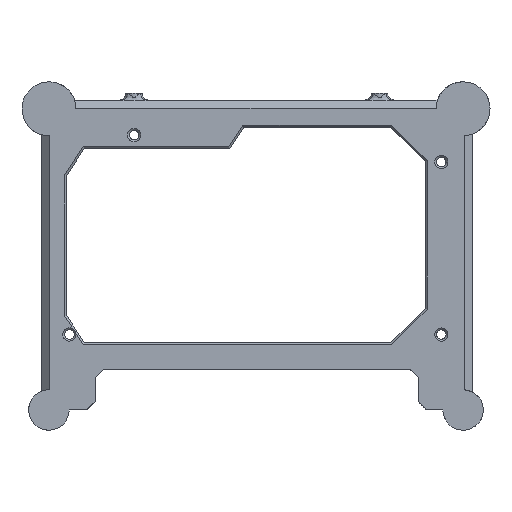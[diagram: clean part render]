
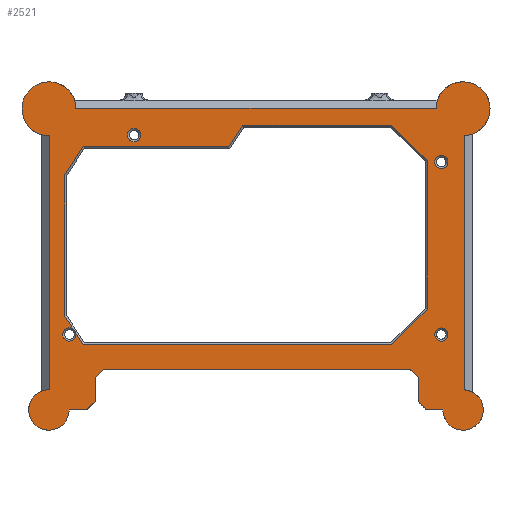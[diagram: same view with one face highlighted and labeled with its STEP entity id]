
A CAD part, top view. The second image highlights one B-rep face of the part: STEP entity #2521.
In plain terms, the highlighted planar face has unit normal (0, 0, 1).
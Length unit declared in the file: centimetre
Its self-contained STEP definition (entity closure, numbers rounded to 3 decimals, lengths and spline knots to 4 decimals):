
#139=VECTOR('',#2917,1.);
#146=VECTOR('',#2925,1.);
#147=VECTOR('',#2933,1.);
#148=VECTOR('',#2936,1.);
#149=VECTOR('',#2937,1.);
#150=VECTOR('',#2938,1.);
#151=VECTOR('',#2939,1.);
#152=VECTOR('',#2940,1.);
#153=VECTOR('',#2941,1.);
#154=VECTOR('',#2942,1.);
#155=VECTOR('',#2943,1.);
#156=VECTOR('',#2944,1.);
#157=VECTOR('',#2945,1.);
#158=VECTOR('',#2946,1.);
#159=VECTOR('',#2947,1.);
#160=VECTOR('',#2948,1.);
#161=VECTOR('',#2949,1.);
#162=VECTOR('',#2950,1.);
#163=VECTOR('',#2951,1.);
#164=VECTOR('',#2952,1.);
#165=VECTOR('',#2953,1.);
#166=VECTOR('',#2954,1.);
#167=VECTOR('',#2955,1.);
#405=LINE('',#3503,#139);
#412=LINE('',#3524,#146);
#413=LINE('',#3532,#147);
#414=LINE('',#3538,#148);
#415=LINE('',#3540,#149);
#416=LINE('',#3542,#150);
#417=LINE('',#3544,#151);
#418=LINE('',#3546,#152);
#419=LINE('',#3548,#153);
#420=LINE('',#3550,#154);
#421=LINE('',#3552,#155);
#422=LINE('',#3554,#156);
#423=LINE('',#3556,#157);
#424=LINE('',#3557,#158);
#425=LINE('',#3558,#159);
#426=LINE('',#3559,#160);
#427=LINE('',#3561,#161);
#428=LINE('',#3563,#162);
#429=LINE('',#3565,#163);
#430=LINE('',#3567,#164);
#431=LINE('',#3569,#165);
#432=LINE('',#3571,#166);
#433=LINE('',#3573,#167);
#665=PLANE('',#2678);
#760=CIRCLE('',#2658,1.);
#761=CIRCLE('',#2662,0.75);
#763=CIRCLE('',#2666,0.75);
#766=CIRCLE('',#2674,1.);
#767=CIRCLE('',#2679,0.245);
#768=CIRCLE('',#2680,0.245);
#769=CIRCLE('',#2681,0.245);
#770=CIRCLE('',#2682,0.245);
#818=VERTEX_POINT('',#3449);
#820=VERTEX_POINT('',#3453);
#823=VERTEX_POINT('',#3463);
#825=VERTEX_POINT('',#3466);
#828=VERTEX_POINT('',#3476);
#830=VERTEX_POINT('',#3479);
#834=VERTEX_POINT('',#3490);
#836=VERTEX_POINT('',#3494);
#839=VERTEX_POINT('',#3504);
#852=VERTEX_POINT('',#3527);
#853=VERTEX_POINT('',#3529);
#854=VERTEX_POINT('',#3531);
#855=VERTEX_POINT('',#3533);
#856=VERTEX_POINT('',#3534);
#857=VERTEX_POINT('',#3536);
#858=VERTEX_POINT('',#3537);
#859=VERTEX_POINT('',#3539);
#860=VERTEX_POINT('',#3541);
#861=VERTEX_POINT('',#3543);
#862=VERTEX_POINT('',#3545);
#863=VERTEX_POINT('',#3547);
#864=VERTEX_POINT('',#3549);
#865=VERTEX_POINT('',#3551);
#866=VERTEX_POINT('',#3553);
#867=VERTEX_POINT('',#3555);
#868=VERTEX_POINT('',#3560);
#869=VERTEX_POINT('',#3562);
#870=VERTEX_POINT('',#3564);
#871=VERTEX_POINT('',#3566);
#872=VERTEX_POINT('',#3568);
#873=VERTEX_POINT('',#3570);
#874=VERTEX_POINT('',#3572);
#1072=EDGE_CURVE('',#818,#820,#760,.T.);
#1077=EDGE_CURVE('',#825,#823,#761,.T.);
#1083=EDGE_CURVE('',#830,#828,#763,.T.);
#1091=EDGE_CURVE('',#834,#836,#766,.T.);
#1095=EDGE_CURVE('',#825,#839,#405,.T.);
#1110=EDGE_CURVE('',#834,#820,#412,.T.);
#1111=EDGE_CURVE('',#852,#852,#767,.T.);
#1112=EDGE_CURVE('',#853,#853,#768,.T.);
#1113=EDGE_CURVE('',#854,#854,#769,.T.);
#1114=EDGE_CURVE('',#855,#856,#413,.T.);
#1115=EDGE_CURVE('',#857,#855,#770,.T.);
#1116=EDGE_CURVE('',#858,#857,#770,.T.);
#1117=EDGE_CURVE('',#859,#858,#414,.T.);
#1118=EDGE_CURVE('',#860,#859,#415,.T.);
#1119=EDGE_CURVE('',#861,#860,#416,.T.);
#1120=EDGE_CURVE('',#862,#861,#417,.T.);
#1121=EDGE_CURVE('',#863,#862,#418,.T.);
#1122=EDGE_CURVE('',#864,#863,#419,.T.);
#1123=EDGE_CURVE('',#865,#864,#420,.T.);
#1124=EDGE_CURVE('',#866,#865,#421,.T.);
#1125=EDGE_CURVE('',#867,#866,#422,.T.);
#1126=EDGE_CURVE('',#856,#867,#423,.T.);
#1127=EDGE_CURVE('',#818,#823,#424,.T.);
#1128=EDGE_CURVE('',#830,#836,#425,.T.);
#1129=EDGE_CURVE('',#868,#828,#426,.T.);
#1130=EDGE_CURVE('',#869,#868,#427,.T.);
#1131=EDGE_CURVE('',#870,#869,#428,.T.);
#1132=EDGE_CURVE('',#871,#870,#429,.T.);
#1133=EDGE_CURVE('',#872,#871,#430,.T.);
#1134=EDGE_CURVE('',#873,#872,#431,.T.);
#1135=EDGE_CURVE('',#874,#873,#432,.T.);
#1136=EDGE_CURVE('',#839,#874,#433,.T.);
#1483=ORIENTED_EDGE('',*,*,#1111,.F.);
#1484=ORIENTED_EDGE('',*,*,#1112,.F.);
#1485=ORIENTED_EDGE('',*,*,#1113,.F.);
#1486=ORIENTED_EDGE('',*,*,#1114,.F.);
#1487=ORIENTED_EDGE('',*,*,#1115,.F.);
#1488=ORIENTED_EDGE('',*,*,#1116,.F.);
#1489=ORIENTED_EDGE('',*,*,#1117,.F.);
#1490=ORIENTED_EDGE('',*,*,#1118,.F.);
#1491=ORIENTED_EDGE('',*,*,#1119,.F.);
#1492=ORIENTED_EDGE('',*,*,#1120,.F.);
#1493=ORIENTED_EDGE('',*,*,#1121,.F.);
#1494=ORIENTED_EDGE('',*,*,#1122,.F.);
#1495=ORIENTED_EDGE('',*,*,#1123,.F.);
#1496=ORIENTED_EDGE('',*,*,#1124,.F.);
#1497=ORIENTED_EDGE('',*,*,#1125,.F.);
#1498=ORIENTED_EDGE('',*,*,#1126,.F.);
#1499=ORIENTED_EDGE('',*,*,#1127,.F.);
#1500=ORIENTED_EDGE('',*,*,#1072,.T.);
#1501=ORIENTED_EDGE('',*,*,#1110,.F.);
#1502=ORIENTED_EDGE('',*,*,#1091,.T.);
#1503=ORIENTED_EDGE('',*,*,#1128,.F.);
#1504=ORIENTED_EDGE('',*,*,#1083,.T.);
#1505=ORIENTED_EDGE('',*,*,#1129,.F.);
#1506=ORIENTED_EDGE('',*,*,#1130,.F.);
#1507=ORIENTED_EDGE('',*,*,#1131,.F.);
#1508=ORIENTED_EDGE('',*,*,#1132,.F.);
#1509=ORIENTED_EDGE('',*,*,#1133,.F.);
#1510=ORIENTED_EDGE('',*,*,#1134,.F.);
#1511=ORIENTED_EDGE('',*,*,#1135,.F.);
#1512=ORIENTED_EDGE('',*,*,#1136,.F.);
#1513=ORIENTED_EDGE('',*,*,#1095,.F.);
#1514=ORIENTED_EDGE('',*,*,#1077,.T.);
#2165=EDGE_LOOP('',(#1483));
#2166=EDGE_LOOP('',(#1484));
#2167=EDGE_LOOP('',(#1485));
#2168=EDGE_LOOP('',(#1486,#1487,#1488,#1489,#1490,#1491,#1492,#1493,#1494,
#1495,#1496,#1497,#1498));
#2169=EDGE_LOOP('',(#1499,#1500,#1501,#1502,#1503,#1504,#1505,#1506,#1507,
#1508,#1509,#1510,#1511,#1512,#1513,#1514));
#2343=FACE_BOUND('',#2165,.T.);
#2344=FACE_BOUND('',#2166,.T.);
#2345=FACE_BOUND('',#2167,.T.);
#2346=FACE_BOUND('',#2168,.T.);
#2347=FACE_BOUND('',#2169,.T.);
#2521=ADVANCED_FACE('',(#2343,#2344,#2345,#2346,#2347),#665,.T.);
#2658=AXIS2_PLACEMENT_3D('',#3454,#2872,#2873);
#2662=AXIS2_PLACEMENT_3D('',#3465,#2882,#2883);
#2666=AXIS2_PLACEMENT_3D('',#3478,#2893,#2894);
#2674=AXIS2_PLACEMENT_3D('',#3495,#2910,#2911);
#2678=AXIS2_PLACEMENT_3D('',#3525,#2926,$);
#2679=AXIS2_PLACEMENT_3D('',#3526,#2927,#2928);
#2680=AXIS2_PLACEMENT_3D('',#3528,#2929,#2930);
#2681=AXIS2_PLACEMENT_3D('',#3530,#2931,#2932);
#2682=AXIS2_PLACEMENT_3D('',#3535,#2934,#2935);
#2872=DIRECTION('',(0.,0.,1.));
#2873=DIRECTION('',(1.,0.,0.));
#2882=DIRECTION('',(0.,0.,1.));
#2883=DIRECTION('',(0.75,0.,0.));
#2893=DIRECTION('',(0.,0.,1.));
#2894=DIRECTION('',(0.75,0.,0.));
#2910=DIRECTION('',(0.,0.,1.));
#2911=DIRECTION('',(1.,0.,0.));
#2917=DIRECTION('',(-1.,0.,0.));
#2925=DIRECTION('',(1.,0.,0.));
#2926=DIRECTION('',(0.,0.,1.));
#2927=DIRECTION('',(0.,0.,1.));
#2928=DIRECTION('',(-0.245,0.,0.));
#2929=DIRECTION('',(0.,0.,1.));
#2930=DIRECTION('',(-0.245,0.,0.));
#2931=DIRECTION('',(0.,0.,1.));
#2932=DIRECTION('',(-0.245,0.,0.));
#2933=DIRECTION('',(0.545,-0.838,0.));
#2934=DIRECTION('',(0.,0.,1.));
#2935=DIRECTION('',(-0.245,0.,0.));
#2936=DIRECTION('',(0.545,-0.838,0.));
#2937=DIRECTION('',(0.,-1.,0.));
#2938=DIRECTION('',(-0.545,-0.838,0.));
#2939=DIRECTION('',(-1.,0.,0.));
#2940=DIRECTION('',(-0.545,-0.838,0.));
#2941=DIRECTION('',(-1.,0.,0.));
#2942=DIRECTION('',(-0.707,0.707,0.));
#2943=DIRECTION('',(0.,1.,0.));
#2944=DIRECTION('',(0.707,0.707,0.));
#2945=DIRECTION('',(1.,0.,0.));
#2946=DIRECTION('',(0.,-1.,0.));
#2947=DIRECTION('',(0.,1.,0.));
#2948=DIRECTION('',(-1.,0.,0.));
#2949=DIRECTION('',(-0.707,-0.707,0.));
#2950=DIRECTION('',(0.,-1.,0.));
#2951=DIRECTION('',(-0.707,-0.707,0.));
#2952=DIRECTION('',(-1.,0.,0.));
#2953=DIRECTION('',(-0.707,0.707,0.));
#2954=DIRECTION('',(0.,1.,0.));
#2955=DIRECTION('',(-0.707,0.707,0.));
#3449=CARTESIAN_POINT('',(7.7,10.1776,0.3175));
#3453=CARTESIAN_POINT('',(6.6561,11.2,0.3175));
#3454=CARTESIAN_POINT('',(7.6559,11.1766,0.3175));
#3463=CARTESIAN_POINT('',(7.7,0.7487,0.3175));
#3465=CARTESIAN_POINT('',(7.6559,0.,0.3175));
#3466=CARTESIAN_POINT('',(6.9059,0.,0.3175));
#3476=CARTESIAN_POINT('',(-6.9593,0.,0.3175));
#3478=CARTESIAN_POINT('',(-7.7093,0.,0.3175));
#3479=CARTESIAN_POINT('',(-7.7,0.7499,0.3175));
#3490=CARTESIAN_POINT('',(-6.7095,11.2,0.3175));
#3494=CARTESIAN_POINT('',(-7.7,10.1767,0.3175));
#3495=CARTESIAN_POINT('',(-7.7093,11.1766,0.3175));
#3503=CARTESIAN_POINT('',(6.,0.,0.3175));
#3504=CARTESIAN_POINT('',(6.3,0.,0.3175));
#3524=CARTESIAN_POINT('',(0.,11.2,0.3175));
#3525=CARTESIAN_POINT('',(0.,5.8017,0.3175));
#3526=CARTESIAN_POINT('',(6.85,9.2,0.3175));
#3527=CARTESIAN_POINT('',(7.095,9.2,0.3175));
#3528=CARTESIAN_POINT('',(-4.55,10.2,0.3175));
#3529=CARTESIAN_POINT('',(-4.305,10.2,0.3175));
#3530=CARTESIAN_POINT('',(6.85,2.8,0.3175));
#3531=CARTESIAN_POINT('',(7.095,2.8,0.3175));
#3532=CARTESIAN_POINT('',(-6.4251,2.4102,0.3175));
#3533=CARTESIAN_POINT('',(-6.7098,2.8481,0.3175));
#3534=CARTESIAN_POINT('',(-6.438,2.43,0.3175));
#3535=CARTESIAN_POINT('',(-6.95,2.8,0.3175));
#3536=CARTESIAN_POINT('',(-6.705,2.8,0.3175));
#3537=CARTESIAN_POINT('',(-6.8085,3.,0.3175));
#3538=CARTESIAN_POINT('',(-6.4251,2.4102,0.3175));
#3539=CARTESIAN_POINT('',(-7.12,3.4792,0.3175));
#3540=CARTESIAN_POINT('',(-7.12,5.9509,0.3175));
#3541=CARTESIAN_POINT('',(-7.12,8.7208,0.3175));
#3542=CARTESIAN_POINT('',(-6.5614,9.5801,0.3175));
#3543=CARTESIAN_POINT('',(-6.438,9.77,0.3175));
#3544=CARTESIAN_POINT('',(-1.85,9.77,0.3175));
#3545=CARTESIAN_POINT('',(-1.038,9.77,0.3175));
#3546=CARTESIAN_POINT('',(-1.6708,8.7964,0.3175));
#3547=CARTESIAN_POINT('',(-0.518,10.57,0.3175));
#3548=CARTESIAN_POINT('',(1.125,10.57,0.3175));
#3549=CARTESIAN_POINT('',(5.009,10.57,0.3175));
#3550=CARTESIAN_POINT('',(5.2766,10.3024,0.3175));
#3551=CARTESIAN_POINT('',(6.32,9.259,0.3175));
#3552=CARTESIAN_POINT('',(6.32,6.1509,0.3175));
#3553=CARTESIAN_POINT('',(6.32,3.741,0.3175));
#3554=CARTESIAN_POINT('',(4.9274,2.3484,0.3175));
#3555=CARTESIAN_POINT('',(5.009,2.43,0.3175));
#3556=CARTESIAN_POINT('',(-0.355,2.43,0.3175));
#3557=CARTESIAN_POINT('',(7.7,5.7759,0.3175));
#3558=CARTESIAN_POINT('',(-7.7,5.7759,0.3175));
#3559=CARTESIAN_POINT('',(-8.,0.,0.3175));
#3560=CARTESIAN_POINT('',(-6.3,0.,0.3175));
#3561=CARTESIAN_POINT('',(-3.1996,3.1004,0.3175));
#3562=CARTESIAN_POINT('',(-6.,0.3,0.3175));
#3563=CARTESIAN_POINT('',(-6.,0.,0.3175));
#3564=CARTESIAN_POINT('',(-6.,1.2,0.3175));
#3565=CARTESIAN_POINT('',(-3.2746,3.9254,0.3175));
#3566=CARTESIAN_POINT('',(-5.7,1.5,0.3175));
#3567=CARTESIAN_POINT('',(-6.,1.5,0.3175));
#3568=CARTESIAN_POINT('',(5.7,1.5,0.3175));
#3569=CARTESIAN_POINT('',(3.2746,3.9254,0.3175));
#3570=CARTESIAN_POINT('',(6.,1.2,0.3175));
#3571=CARTESIAN_POINT('',(6.,1.5,0.3175));
#3572=CARTESIAN_POINT('',(6.,0.3,0.3175));
#3573=CARTESIAN_POINT('',(3.1996,3.1004,0.3175));
